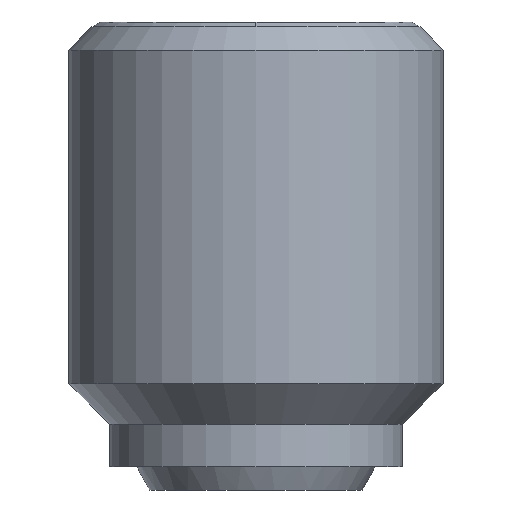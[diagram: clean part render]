
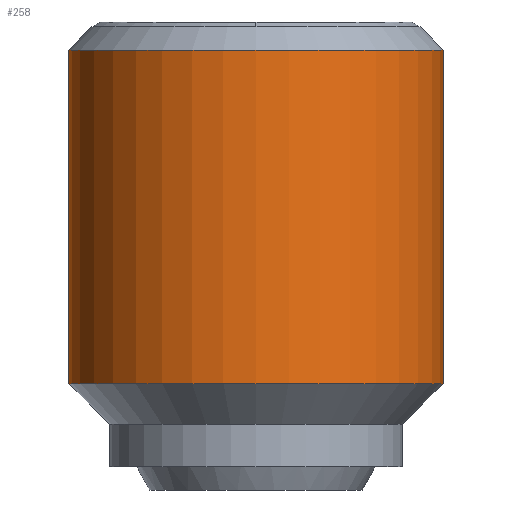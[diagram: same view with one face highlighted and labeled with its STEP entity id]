
A CAD part, front view. The second image highlights one B-rep face of the part: STEP entity #258.
In plain terms, the highlighted cylindrical face has radius 4 mm (diameter 8 mm), a partial arc.
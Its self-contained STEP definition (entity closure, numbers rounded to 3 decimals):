
#204=EDGE_CURVE('',#208,#206,#437,.T.);
#206=VERTEX_POINT('',#439);
#208=VERTEX_POINT('',#441);
#228=VERTEX_POINT('',#464);
#258=ADVANCED_FACE('',(#495),#496,.T.);
#268=EDGE_CURVE('',#208,#228,#507,.T.);
#300=EDGE_CURVE('',#206,#334,#546,.T.);
#324=EDGE_CURVE('',#334,#228,#572,.T.);
#334=VERTEX_POINT('',#582);
#437=LINE('',#737,#738);
#439=CARTESIAN_POINT('',(-4.,0.,-0.6));
#441=CARTESIAN_POINT('',(-4.,0.,-7.725));
#464=CARTESIAN_POINT('',(4.,0.,-7.725));
#495=FACE_OUTER_BOUND('',#820,.T.);
#496=CYLINDRICAL_SURFACE('',#821,4.0);
#507=CIRCLE('',#837,4.0);
#546=CIRCLE('',#892,4.0);
#572=LINE('',#929,#930);
#582=CARTESIAN_POINT('',(4.,0.,-0.6));
#737=CARTESIAN_POINT('',(-4.,0.,-4.163));
#738=VECTOR('',#1053,1.0);
#820=EDGE_LOOP('',(#1104,#1105,#1106,#1107));
#821=AXIS2_PLACEMENT_3D('',#1108,#1109,#1110);
#837=AXIS2_PLACEMENT_3D('',#1120,#1121,#1122);
#892=AXIS2_PLACEMENT_3D('',#1181,#1182,#1183);
#929=CARTESIAN_POINT('',(4.,0.,-4.163));
#930=VECTOR('',#1211,1.0);
#1053=DIRECTION('',(0.0,0.0,1.0));
#1104=ORIENTED_EDGE('',*,*,#204,.F.);
#1105=ORIENTED_EDGE('',*,*,#268,.T.);
#1106=ORIENTED_EDGE('',*,*,#324,.F.);
#1107=ORIENTED_EDGE('',*,*,#300,.F.);
#1108=CARTESIAN_POINT('',(0.,0.,-4.163));
#1109=DIRECTION('',(-0.0,-0.0,-1.0));
#1110=DIRECTION('',(-1.0,0.,0.0));
#1120=CARTESIAN_POINT('',(0.,0.,-7.725));
#1121=DIRECTION('',(0.0,0.0,1.0));
#1122=DIRECTION('',(-1.0,0.,0.0));
#1181=CARTESIAN_POINT('',(0.,0.,-0.6));
#1182=DIRECTION('',(0.0,0.0,1.0));
#1183=DIRECTION('',(-1.0,0.,0.0));
#1211=DIRECTION('',(-0.0,-0.0,-1.0));
